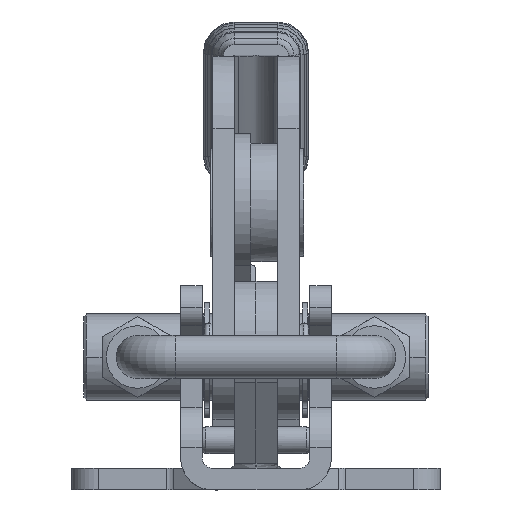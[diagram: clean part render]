
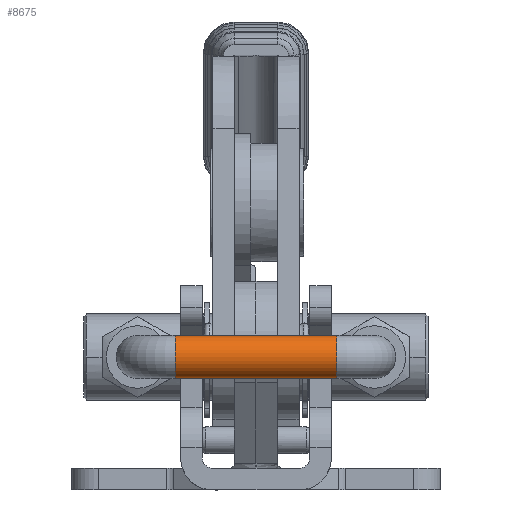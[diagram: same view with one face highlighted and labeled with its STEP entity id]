
A CAD part, left-side view. The second image highlights one B-rep face of the part: STEP entity #8675.
In plain terms, the highlighted cylindrical face has radius 4 mm (diameter 8 mm), a full revolution.
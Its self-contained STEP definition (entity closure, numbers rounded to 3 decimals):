
#1187=FACE_OUTER_BOUND('',#1737,.T.);
#1737=EDGE_LOOP('',(#7739,#7740,#7741,#7742,#7743,#7744));
#2259=LINE('',#16273,#2800);
#2800=VECTOR('',#12293,4.);
#3400=CIRCLE('',#9806,4.);
#3401=CIRCLE('',#9807,4.);
#3402=CIRCLE('',#9809,4.);
#3403=CIRCLE('',#9810,4.);
#4148=VERTEX_POINT('',#16266);
#4149=VERTEX_POINT('',#16268);
#4150=VERTEX_POINT('',#16272);
#4151=VERTEX_POINT('',#16274);
#5359=EDGE_CURVE('',#4149,#4148,#3400,.T.);
#5360=EDGE_CURVE('',#4148,#4149,#3401,.T.);
#5361=EDGE_CURVE('',#4149,#4150,#2259,.T.);
#5362=EDGE_CURVE('',#4151,#4150,#3402,.T.);
#5363=EDGE_CURVE('',#4150,#4151,#3403,.T.);
#7739=ORIENTED_EDGE('',*,*,#5359,.T.);
#7740=ORIENTED_EDGE('',*,*,#5360,.T.);
#7741=ORIENTED_EDGE('',*,*,#5361,.T.);
#7742=ORIENTED_EDGE('',*,*,#5362,.F.);
#7743=ORIENTED_EDGE('',*,*,#5363,.F.);
#7744=ORIENTED_EDGE('',*,*,#5361,.F.);
#8196=CYLINDRICAL_SURFACE('',#9808,4.);
#8675=ADVANCED_FACE('',(#1187),#8196,.T.);
#9806=AXIS2_PLACEMENT_3D('',#16269,#12287,#12288);
#9807=AXIS2_PLACEMENT_3D('',#16270,#12289,#12290);
#9808=AXIS2_PLACEMENT_3D('',#16271,#12291,#12292);
#9809=AXIS2_PLACEMENT_3D('',#16275,#12294,#12295);
#9810=AXIS2_PLACEMENT_3D('',#16276,#12296,#12297);
#12287=DIRECTION('center_axis',(0.,-1.,0.));
#12288=DIRECTION('ref_axis',(1.,0.,0.));
#12289=DIRECTION('center_axis',(0.,-1.,0.));
#12290=DIRECTION('ref_axis',(1.,0.,0.));
#12291=DIRECTION('center_axis',(0.,1.,0.));
#12292=DIRECTION('ref_axis',(1.,0.,0.));
#12293=DIRECTION('',(0.,-1.,0.));
#12294=DIRECTION('center_axis',(0.,-1.,0.));
#12295=DIRECTION('ref_axis',(1.,0.,0.));
#12296=DIRECTION('center_axis',(0.,-1.,0.));
#12297=DIRECTION('ref_axis',(1.,0.,0.));
#16266=CARTESIAN_POINT('',(-163.376,16.333,5.314));
#16268=CARTESIAN_POINT('',(-171.376,16.333,5.314));
#16269=CARTESIAN_POINT('Origin',(-167.376,16.333,5.314));
#16270=CARTESIAN_POINT('Origin',(-167.376,16.333,5.314));
#16271=CARTESIAN_POINT('Origin',(-167.376,-13.667,5.314));
#16272=CARTESIAN_POINT('',(-171.376,-13.667,5.314));
#16273=CARTESIAN_POINT('',(-171.376,-13.667,5.314));
#16274=CARTESIAN_POINT('',(-163.376,-13.667,5.314));
#16275=CARTESIAN_POINT('Origin',(-167.376,-13.667,5.314));
#16276=CARTESIAN_POINT('Origin',(-167.376,-13.667,5.314));
